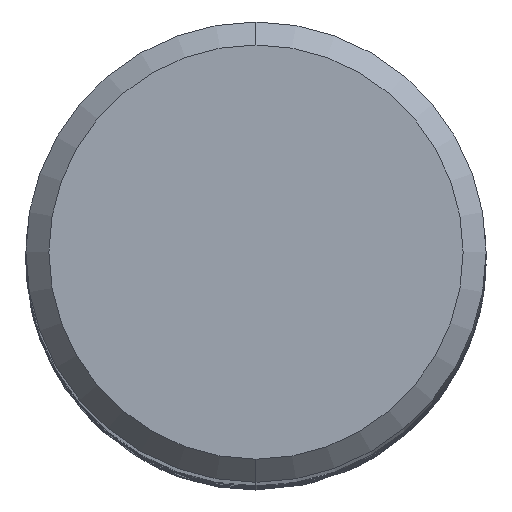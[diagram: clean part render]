
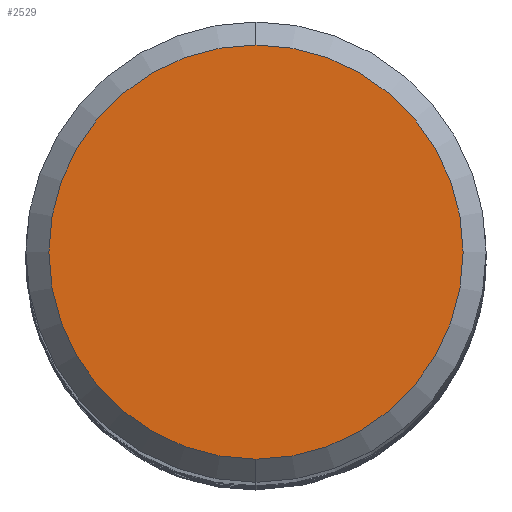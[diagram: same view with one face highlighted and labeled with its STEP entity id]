
A CAD part, top view. The second image highlights one B-rep face of the part: STEP entity #2529.
In plain terms, the highlighted planar face has unit normal (0, 0, 1).
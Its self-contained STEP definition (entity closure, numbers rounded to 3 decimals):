
#1473=EDGE_CURVE('',#1715,#3155,#4173,.T.);
#1715=VERTEX_POINT('',#4435);
#2529=ADVANCED_FACE('',(#5325),#5326,.T.);
#3155=VERTEX_POINT('',#6007);
#3371=EDGE_CURVE('',#3155,#1715,#6236,.T.);
#4173=CIRCLE('',#8390,3.6);
#4435=CARTESIAN_POINT('',(0.0,3.6,0.0));
#5325=FACE_OUTER_BOUND('',#24896,.T.);
#5326=PLANE('',#24897);
#6007=CARTESIAN_POINT('',(0.,-3.6,0.0));
#6236=CIRCLE('',#35525,3.6);
#8390=AXIS2_PLACEMENT_3D('',#44489,#44490,#44491);
#24896=EDGE_LOOP('',(#45658,#45659));
#24897=AXIS2_PLACEMENT_3D('',#45660,#45661,#45662);
#35525=AXIS2_PLACEMENT_3D('',#46553,#46554,#46555);
#44489=CARTESIAN_POINT('',(0.0,0.0,0.0));
#44490=DIRECTION('',(0.0,0.0,-1.0));
#44491=DIRECTION('',(0.0,1.0,0.0));
#45658=ORIENTED_EDGE('',*,*,#1473,.F.);
#45659=ORIENTED_EDGE('',*,*,#3371,.F.);
#45660=CARTESIAN_POINT('',(0.0,1.8,0.0));
#45661=DIRECTION('',(-0.0,0.0,1.0));
#45662=DIRECTION('',(0.0,-1.0,0.0));
#46553=CARTESIAN_POINT('',(0.0,0.0,0.0));
#46554=DIRECTION('',(0.0,0.0,-1.0));
#46555=DIRECTION('',(0.0,1.0,0.0));
